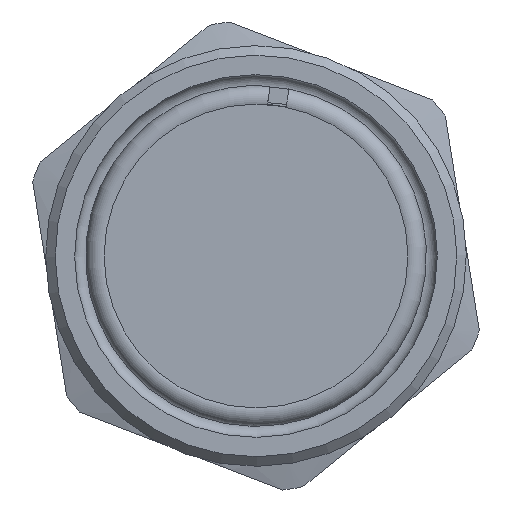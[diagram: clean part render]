
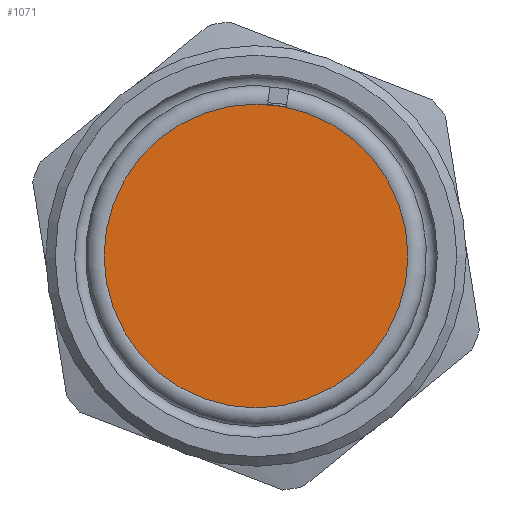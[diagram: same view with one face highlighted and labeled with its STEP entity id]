
A CAD part, left-side view. The second image highlights one B-rep face of the part: STEP entity #1071.
In plain terms, the highlighted planar face has unit normal (-1, 0, 0).
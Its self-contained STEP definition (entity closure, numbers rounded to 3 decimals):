
#1051=CARTESIAN_POINT('',(0.,8.0,0.0));
#1052=VERTEX_POINT('',#1051);
#1053=CARTESIAN_POINT('',(0.,0.0,0.0));
#1054=DIRECTION('',(1.0,0.0,0.0));
#1055=DIRECTION('',(0.0,1.0,0.0));
#1056=AXIS2_PLACEMENT_3D('',#1053,#1054,#1055);
#1057=CIRCLE('',#1056,8.0);
#1058=EDGE_CURVE('',#1052,#1052,#1057,.T.);
#1063=CARTESIAN_POINT('',(0.,6.75,0.0));
#1064=DIRECTION('',(-1.0,0.0,0.0));
#1065=DIRECTION('',(0.0,0.0,1.0));
#1066=AXIS2_PLACEMENT_3D('',#1063,#1064,#1065);
#1067=PLANE('',#1066);
#1068=ORIENTED_EDGE('',*,*,#1058,.F.);
#1069=EDGE_LOOP('',(#1068));
#1070=FACE_OUTER_BOUND('',#1069,.T.);
#1071=ADVANCED_FACE('',(#1070),#1067,.T.);
